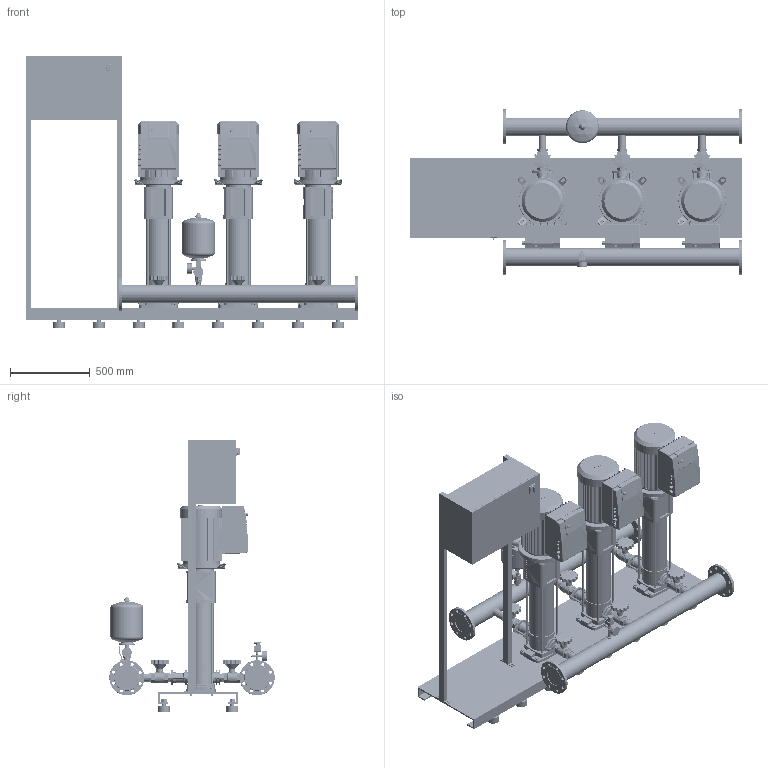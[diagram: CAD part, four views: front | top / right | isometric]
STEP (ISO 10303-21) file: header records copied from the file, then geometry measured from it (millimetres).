
FILE_DESCRIPTION((''),'2;1');
FILE_NAME('3d_COR-3HELIXVE1606_K_CCE-01-2532335.stp','2015-10-05T07:08:41',(''),(''),'Mechanical Desktop 2009','Mechanical Desktop 2009',', , ');
FILE_SCHEMA(('CONFIG_CONTROL_DESIGN'));
Length unit declared in the file: millimetre
Products named in the file (1): Product
Bounding box: 2080 x 1036 x 1705 mm (x, y, z)
Volume: 268728521.7 mm3; surface area: 14881446.9 mm2
Topology: 187 solids, 187 shells, 5706 faces, 14348 edges, 9233 vertices
Faces by surface type: cylinder 1921, plane 1718, bspline 1510, torus 262, cone 213, sphere 82
Entity records: 188396 total; most frequent: CARTESIAN_POINT 53285, ORIENTED_EDGE 28520, DIRECTION 27231, EDGE_CURVE 14260, AXIS2_PLACEMENT_3D 9641, VERTEX_POINT 9227, VECTOR 7949, LINE 7949
